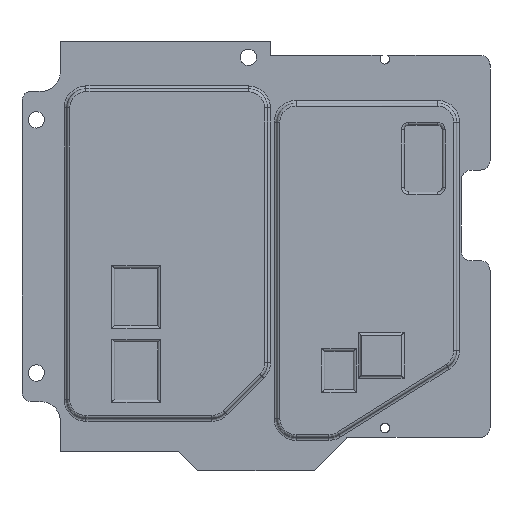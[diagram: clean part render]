
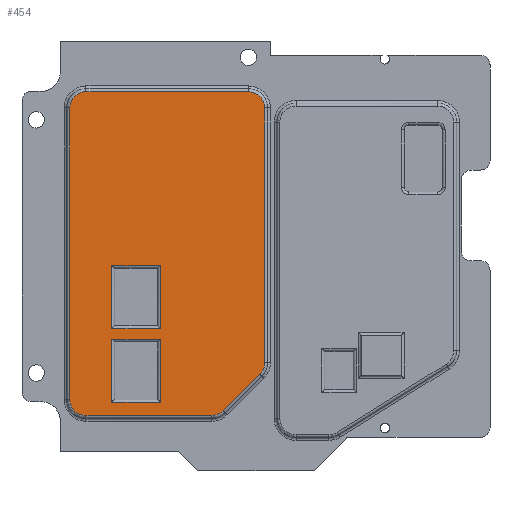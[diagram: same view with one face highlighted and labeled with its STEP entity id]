
A CAD part, front view. The second image highlights one B-rep face of the part: STEP entity #454.
In plain terms, the highlighted free-form (B-spline) face has degree [1, 1] with [2, 2] control points.
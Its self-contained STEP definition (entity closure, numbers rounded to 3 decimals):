
#454 = ADVANCED_FACE('',(#455,#532,#562),#592,.F.);
#455 = FACE_BOUND('',#456,.T.);
#456 = EDGE_LOOP('',(#457,#466,#474,#481,#489,#496,#504,#511,#519,#526)
  );
#457 = ORIENTED_EDGE('',*,*,#458,.T.);
#458 = EDGE_CURVE('',#459,#461,#463,.T.);
#459 = VERTEX_POINT('',#460);
#460 = CARTESIAN_POINT('',(4.28,-1.712,
    -1.498));
#461 = VERTEX_POINT('',#462);
#462 = CARTESIAN_POINT('',(4.28,-1.712,
    -27.606));
#463 = B_SPLINE_CURVE_WITH_KNOTS('',1,(#464,#465),.UNSPECIFIED.,.F.,.F.,
  (2,2),(0.,30.5),.PIECEWISE_BEZIER_KNOTS.);
#464 = CARTESIAN_POINT('',(4.28,-1.712,
    -1.498));
#465 = CARTESIAN_POINT('',(4.28,-1.712,
    -27.606));
#466 = ORIENTED_EDGE('',*,*,#467,.T.);
#467 = EDGE_CURVE('',#461,#468,#470,.T.);
#468 = VERTEX_POINT('',#469);
#469 = CARTESIAN_POINT('',(5.735,-1.712,
    -29.062));
#470 = ( BOUNDED_CURVE() B_SPLINE_CURVE(2,(#471,#472,#473),
.UNSPECIFIED.,.F.,.F.) B_SPLINE_CURVE_WITH_KNOTS((3,3),(1.571,
3.142),.PIECEWISE_BEZIER_KNOTS.) CURVE() 
GEOMETRIC_REPRESENTATION_ITEM() RATIONAL_B_SPLINE_CURVE((1.,
0.707,1.)) REPRESENTATION_ITEM('') );
#471 = CARTESIAN_POINT('',(4.28,-1.712,
    -27.606));
#472 = CARTESIAN_POINT('',(4.28,-1.712,
    -29.062));
#473 = CARTESIAN_POINT('',(5.735,-1.712,
    -29.062));
#474 = ORIENTED_EDGE('',*,*,#475,.T.);
#475 = EDGE_CURVE('',#468,#476,#478,.T.);
#476 = VERTEX_POINT('',#477);
#477 = CARTESIAN_POINT('',(17.01,-1.712,
    -29.062));
#478 = B_SPLINE_CURVE_WITH_KNOTS('',1,(#479,#480),.UNSPECIFIED.,.F.,.F.,
  (2,2),(-17.,-3.828),.PIECEWISE_BEZIER_KNOTS.);
#479 = CARTESIAN_POINT('',(5.735,-1.712,
    -29.062));
#480 = CARTESIAN_POINT('',(17.01,-1.712,
    -29.062));
#481 = ORIENTED_EDGE('',*,*,#482,.T.);
#482 = EDGE_CURVE('',#476,#483,#485,.T.);
#483 = VERTEX_POINT('',#484);
#484 = CARTESIAN_POINT('',(18.039,-1.712,
    -28.635));
#485 = ( BOUNDED_CURVE() B_SPLINE_CURVE(2,(#486,#487,#488),
.UNSPECIFIED.,.F.,.F.) B_SPLINE_CURVE_WITH_KNOTS((3,3),(3.142,
3.927),.PIECEWISE_BEZIER_KNOTS.) CURVE() 
GEOMETRIC_REPRESENTATION_ITEM() RATIONAL_B_SPLINE_CURVE((1.,
0.924,1.)) REPRESENTATION_ITEM('') );
#486 = CARTESIAN_POINT('',(17.01,-1.712,
    -29.062));
#487 = CARTESIAN_POINT('',(17.613,-1.712,
    -29.062));
#488 = CARTESIAN_POINT('',(18.039,-1.712,
    -28.635));
#489 = ORIENTED_EDGE('',*,*,#490,.T.);
#490 = EDGE_CURVE('',#483,#491,#493,.T.);
#491 = VERTEX_POINT('',#492);
#492 = CARTESIAN_POINT('',(21.316,-1.712,
    -25.358));
#493 = B_SPLINE_CURVE_WITH_KNOTS('',1,(#494,#495),.UNSPECIFIED.,.F.,.F.,
  (2,2),(-24.274,-18.86),.PIECEWISE_BEZIER_KNOTS.);
#494 = CARTESIAN_POINT('',(18.039,-1.712,
    -28.635));
#495 = CARTESIAN_POINT('',(21.316,-1.712,
    -25.358));
#496 = ORIENTED_EDGE('',*,*,#497,.T.);
#497 = EDGE_CURVE('',#491,#498,#500,.T.);
#498 = VERTEX_POINT('',#499);
#499 = CARTESIAN_POINT('',(21.743,-1.712,
    -24.329));
#500 = ( BOUNDED_CURVE() B_SPLINE_CURVE(2,(#501,#502,#503),
.UNSPECIFIED.,.F.,.F.) B_SPLINE_CURVE_WITH_KNOTS((3,3),(3.927,
4.712),.PIECEWISE_BEZIER_KNOTS.) CURVE() 
GEOMETRIC_REPRESENTATION_ITEM() RATIONAL_B_SPLINE_CURVE((1.,
0.924,1.)) REPRESENTATION_ITEM('') );
#501 = CARTESIAN_POINT('',(21.316,-1.712,
    -25.358));
#502 = CARTESIAN_POINT('',(21.743,-1.712,
    -24.932));
#503 = CARTESIAN_POINT('',(21.743,-1.712,
    -24.329));
#504 = ORIENTED_EDGE('',*,*,#505,.T.);
#505 = EDGE_CURVE('',#498,#506,#508,.T.);
#506 = VERTEX_POINT('',#507);
#507 = CARTESIAN_POINT('',(21.743,-1.712,
    -1.498));
#508 = B_SPLINE_CURVE_WITH_KNOTS('',1,(#509,#510),.UNSPECIFIED.,.F.,.F.,
  (2,2),(-26.672,0.),.PIECEWISE_BEZIER_KNOTS.);
#509 = CARTESIAN_POINT('',(21.743,-1.712,
    -24.329));
#510 = CARTESIAN_POINT('',(21.743,-1.712,
    -1.498));
#511 = ORIENTED_EDGE('',*,*,#512,.T.);
#512 = EDGE_CURVE('',#506,#513,#515,.T.);
#513 = VERTEX_POINT('',#514);
#514 = CARTESIAN_POINT('',(20.287,-1.712,
    -0.043));
#515 = ( BOUNDED_CURVE() B_SPLINE_CURVE(2,(#516,#517,#518),
.UNSPECIFIED.,.F.,.F.) B_SPLINE_CURVE_WITH_KNOTS((3,3),(4.712,
6.283),.PIECEWISE_BEZIER_KNOTS.) CURVE() 
GEOMETRIC_REPRESENTATION_ITEM() RATIONAL_B_SPLINE_CURVE((1.,
0.707,1.)) REPRESENTATION_ITEM('') );
#516 = CARTESIAN_POINT('',(21.743,-1.712,
    -1.498));
#517 = CARTESIAN_POINT('',(21.743,-1.712,
    -0.043));
#518 = CARTESIAN_POINT('',(20.287,-1.712,
    -0.043));
#519 = ORIENTED_EDGE('',*,*,#520,.T.);
#520 = EDGE_CURVE('',#513,#521,#523,.T.);
#521 = VERTEX_POINT('',#522);
#522 = CARTESIAN_POINT('',(5.735,-1.712,
    -0.043));
#523 = B_SPLINE_CURVE_WITH_KNOTS('',1,(#524,#525),.UNSPECIFIED.,.F.,.F.,
  (2,2),(0.,17.),.PIECEWISE_BEZIER_KNOTS.);
#524 = CARTESIAN_POINT('',(20.287,-1.712,
    -0.043));
#525 = CARTESIAN_POINT('',(5.735,-1.712,
    -0.043));
#526 = ORIENTED_EDGE('',*,*,#527,.T.);
#527 = EDGE_CURVE('',#521,#459,#528,.T.);
#528 = ( BOUNDED_CURVE() B_SPLINE_CURVE(2,(#529,#530,#531),
.UNSPECIFIED.,.F.,.F.) B_SPLINE_CURVE_WITH_KNOTS((3,3),(0.,
1.571),.PIECEWISE_BEZIER_KNOTS.) CURVE() 
GEOMETRIC_REPRESENTATION_ITEM() RATIONAL_B_SPLINE_CURVE((1.,
0.707,1.)) REPRESENTATION_ITEM('') );
#529 = CARTESIAN_POINT('',(5.735,-1.712,
    -0.043));
#530 = CARTESIAN_POINT('',(4.28,-1.712,
    -0.043));
#531 = CARTESIAN_POINT('',(4.28,-1.712,
    -1.498));
#532 = FACE_BOUND('',#533,.T.);
#533 = EDGE_LOOP('',(#534,#543,#550,#557));
#534 = ORIENTED_EDGE('',*,*,#535,.T.);
#535 = EDGE_CURVE('',#536,#538,#540,.T.);
#536 = VERTEX_POINT('',#537);
#537 = CARTESIAN_POINT('',(12.412,-1.712,
    -21.272));
#538 = VERTEX_POINT('',#539);
#539 = CARTESIAN_POINT('',(8.047,-1.712,
    -21.272));
#540 = B_SPLINE_CURVE_WITH_KNOTS('',1,(#541,#542),.UNSPECIFIED.,.F.,.F.,
  (2,2),(-4.8,0.3),.PIECEWISE_BEZIER_KNOTS.);
#541 = CARTESIAN_POINT('',(12.412,-1.712,
    -21.272));
#542 = CARTESIAN_POINT('',(8.047,-1.712,
    -21.272));
#543 = ORIENTED_EDGE('',*,*,#544,.T.);
#544 = EDGE_CURVE('',#538,#545,#547,.T.);
#545 = VERTEX_POINT('',#546);
#546 = CARTESIAN_POINT('',(8.047,-1.712,
    -15.622));
#547 = B_SPLINE_CURVE_WITH_KNOTS('',1,(#548,#549),.UNSPECIFIED.,.F.,.F.,
  (2,2),(-6.3,0.3),.PIECEWISE_BEZIER_KNOTS.);
#548 = CARTESIAN_POINT('',(8.047,-1.712,
    -21.272));
#549 = CARTESIAN_POINT('',(8.047,-1.712,
    -15.622));
#550 = ORIENTED_EDGE('',*,*,#551,.T.);
#551 = EDGE_CURVE('',#545,#552,#554,.T.);
#552 = VERTEX_POINT('',#553);
#553 = CARTESIAN_POINT('',(12.412,-1.712,
    -15.622));
#554 = B_SPLINE_CURVE_WITH_KNOTS('',1,(#555,#556),.UNSPECIFIED.,.F.,.F.,
  (2,2),(-14.3,-9.2),.PIECEWISE_BEZIER_KNOTS.);
#555 = CARTESIAN_POINT('',(8.047,-1.712,
    -15.622));
#556 = CARTESIAN_POINT('',(12.412,-1.712,
    -15.622));
#557 = ORIENTED_EDGE('',*,*,#558,.T.);
#558 = EDGE_CURVE('',#552,#536,#559,.T.);
#559 = B_SPLINE_CURVE_WITH_KNOTS('',1,(#560,#561),.UNSPECIFIED.,.F.,.F.,
  (2,2),(16.5,23.1),.PIECEWISE_BEZIER_KNOTS.);
#560 = CARTESIAN_POINT('',(12.412,-1.712,
    -15.622));
#561 = CARTESIAN_POINT('',(12.412,-1.712,
    -21.272));
#562 = FACE_BOUND('',#563,.T.);
#563 = EDGE_LOOP('',(#564,#573,#580,#587));
#564 = ORIENTED_EDGE('',*,*,#565,.T.);
#565 = EDGE_CURVE('',#566,#568,#570,.T.);
#566 = VERTEX_POINT('',#567);
#567 = CARTESIAN_POINT('',(12.412,-1.712,
    -27.863));
#568 = VERTEX_POINT('',#569);
#569 = CARTESIAN_POINT('',(8.047,-1.712,
    -27.863));
#570 = B_SPLINE_CURVE_WITH_KNOTS('',1,(#571,#572),.UNSPECIFIED.,.F.,.F.,
  (2,2),(-4.8,0.3),.PIECEWISE_BEZIER_KNOTS.);
#571 = CARTESIAN_POINT('',(12.412,-1.712,
    -27.863));
#572 = CARTESIAN_POINT('',(8.047,-1.712,
    -27.863));
#573 = ORIENTED_EDGE('',*,*,#574,.T.);
#574 = EDGE_CURVE('',#568,#575,#577,.T.);
#575 = VERTEX_POINT('',#576);
#576 = CARTESIAN_POINT('',(8.047,-1.712,
    -22.213));
#577 = B_SPLINE_CURVE_WITH_KNOTS('',1,(#578,#579),.UNSPECIFIED.,.F.,.F.,
  (2,2),(-6.3,0.3),.PIECEWISE_BEZIER_KNOTS.);
#578 = CARTESIAN_POINT('',(8.047,-1.712,
    -27.863));
#579 = CARTESIAN_POINT('',(8.047,-1.712,
    -22.213));
#580 = ORIENTED_EDGE('',*,*,#581,.T.);
#581 = EDGE_CURVE('',#575,#582,#584,.T.);
#582 = VERTEX_POINT('',#583);
#583 = CARTESIAN_POINT('',(12.412,-1.712,
    -22.213));
#584 = B_SPLINE_CURVE_WITH_KNOTS('',1,(#585,#586),.UNSPECIFIED.,.F.,.F.,
  (2,2),(-14.3,-9.2),.PIECEWISE_BEZIER_KNOTS.);
#585 = CARTESIAN_POINT('',(8.047,-1.712,
    -22.213));
#586 = CARTESIAN_POINT('',(12.412,-1.712,
    -22.213));
#587 = ORIENTED_EDGE('',*,*,#588,.T.);
#588 = EDGE_CURVE('',#582,#566,#589,.T.);
#589 = B_SPLINE_CURVE_WITH_KNOTS('',1,(#590,#591),.UNSPECIFIED.,.F.,.F.,
  (2,2),(24.2,30.8),.PIECEWISE_BEZIER_KNOTS.);
#590 = CARTESIAN_POINT('',(12.412,-1.712,
    -22.213));
#591 = CARTESIAN_POINT('',(12.412,-1.712,
    -27.863));
#592 = B_SPLINE_SURFACE_WITH_KNOTS('',1,1,(
    (#593,#594)
    ,(#595,#596
    )),.UNSPECIFIED.,.F.,.F.,.F.,(2,2),(2,2),(-32.2,1.7),(-18.7,1.7),
  .PIECEWISE_BEZIER_KNOTS.);
#593 = CARTESIAN_POINT('',(4.28,-1.712,
    -29.062));
#594 = CARTESIAN_POINT('',(21.743,-1.712,
    -29.062));
#595 = CARTESIAN_POINT('',(4.28,-1.712,
    -0.043));
#596 = CARTESIAN_POINT('',(21.743,-1.712,
    -0.043));
